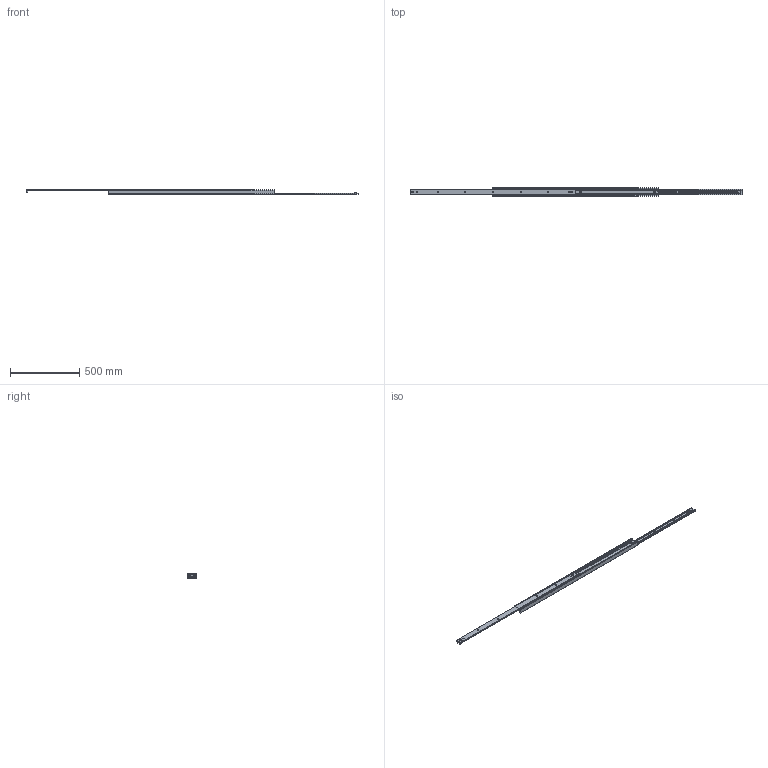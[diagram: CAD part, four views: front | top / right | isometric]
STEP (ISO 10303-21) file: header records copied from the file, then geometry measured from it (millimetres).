
FILE_DESCRIPTION (( 'STEP AP203' ), '1' );
FILE_NAME ('K-1216-1200.STEP', '2019-01-22T01:11:54', ( '' ), ( '' ), 'SwSTEP 2.0', 'SolidWorks 2014', '' );
FILE_SCHEMA (( 'CONFIG_CONTROL_DESIGN' ));
Length unit declared in the file: millimetre
Products named in the file (8): K-1216-1200僗僩僢僷乕A_; K-1216-1200C_; K-1216-1200; K-1216-1200僗僩僢僷乕B_; K-1216-1200僗僩僢僷乕C_; K-1216-1200A_; K-1216-1200B_; K-1216-1200僗僩僢僷乕D_
Assembly tree (12 placements, depth 2):
  K-1216-1200
    K-1216-1200A_
    K-1216-1200僗僩僢僷乕A_  x5
    K-1216-1200僗僩僢僷乕B_  x2
    K-1216-1200B_
    K-1216-1200C_
    K-1216-1200僗僩僢僷乕C_
    K-1216-1200僗僩僢僷乕D_
Bounding box: 2400 x 65 x 36.1 mm (x, y, z)
Volume: 1759895 mm3; surface area: 564092.9 mm2
Topology: 12 solids, 12 shells, 493 faces, 1319 edges, 862 vertices
Faces by surface type: cylinder 230, plane 215, cone 44, torus 4
Entity records: 14537 total; most frequent: CARTESIAN_POINT 2808, DIRECTION 2319, ORIENTED_EDGE 2246, EDGE_CURVE 1123, AXIS2_PLACEMENT_3D 849, VERTEX_POINT 734, LINE 621, VECTOR 621
